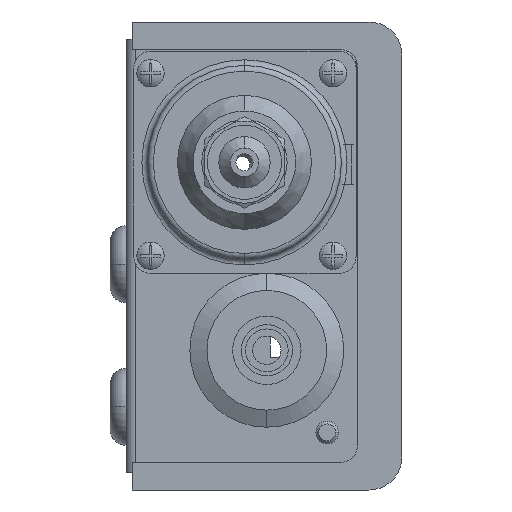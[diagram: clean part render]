
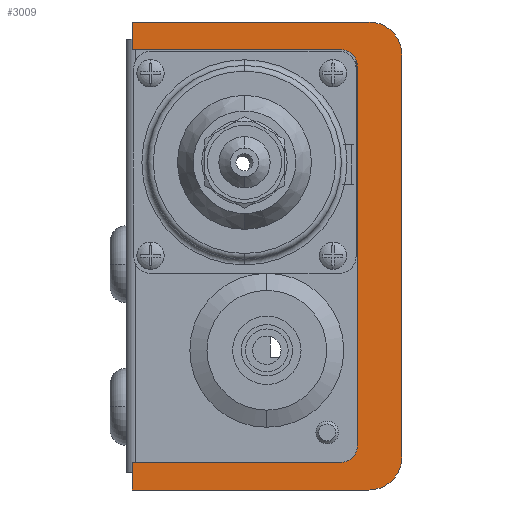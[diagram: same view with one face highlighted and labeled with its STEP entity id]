
A CAD part, front view. The second image highlights one B-rep face of the part: STEP entity #3009.
In plain terms, the highlighted planar face has unit normal (0, -1, 0).
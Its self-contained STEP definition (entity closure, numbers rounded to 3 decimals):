
#181 = CARTESIAN_POINT ( 'NONE',  ( -36.25, -30.25, 10. ) ) ;
#220 = ORIENTED_EDGE ( 'NONE', *, *, #14919, .F. ) ;
#412 = VERTEX_POINT ( 'NONE', #9091 ) ;
#438 = DIRECTION ( 'NONE',  ( 1., 0., 0. ) ) ;
#681 = CARTESIAN_POINT ( 'NONE',  ( -33.25, -30.25, 7. ) ) ;
#1142 = CARTESIAN_POINT ( 'NONE',  ( 35.25, -30.25, -0.8 ) ) ;
#1399 = CARTESIAN_POINT ( 'NONE',  ( -33.25, -30.25, 10. ) ) ;
#1878 = LINE ( 'NONE', #3558, #16862 ) ;
#1932 = VERTEX_POINT ( 'NONE', #16022 ) ;
#2297 = DIRECTION ( 'NONE',  ( 0., 0., 1. ) ) ;
#2351 = DIRECTION ( 'NONE',  ( 0., 1., 0. ) ) ;
#2507 = CARTESIAN_POINT ( 'NONE',  ( 33.25, -30.25, 10. ) ) ;
#2754 = DIRECTION ( 'NONE',  ( 0., 1., 0. ) ) ;
#3009 = ADVANCED_FACE ( 'NONE', ( #24262 ), #19716, .F. ) ;
#3183 = CARTESIAN_POINT ( 'NONE',  ( -35.25, -30.25, 5. ) ) ;
#3256 = DIRECTION ( 'NONE',  ( 0., 0., 1. ) ) ;
#3376 = VERTEX_POINT ( 'NONE', #10937 ) ;
#3558 = CARTESIAN_POINT ( 'NONE',  ( -40.25, -30.25, 46.5 ) ) ;
#3647 = DIRECTION ( 'NONE',  ( 1., 0., 0. ) ) ;
#3753 = ORIENTED_EDGE ( 'NONE', *, *, #4328, .F. ) ;
#4047 = LINE ( 'NONE', #24962, #19137 ) ;
#4196 = VERTEX_POINT ( 'NONE', #23158 ) ;
#4328 = EDGE_CURVE ( 'NONE', #20574, #19416, #16416, .T. ) ;
#4336 = DIRECTION ( 'NONE',  ( -1., 0., 0. ) ) ;
#4453 = DIRECTION ( 'NONE',  ( 0., 0., 1. ) ) ;
#4471 = CARTESIAN_POINT ( 'NONE',  ( -36.25, -30.25, 7. ) ) ;
#5015 = DIRECTION ( 'NONE',  ( 0., 0., -1. ) ) ;
#5387 = CARTESIAN_POINT ( 'NONE',  ( 36.25, -30.25, 7. ) ) ;
#5475 = EDGE_CURVE ( 'NONE', #16043, #4196, #9968, .T. ) ;
#5576 = CIRCLE ( 'NONE', #7726, 5.8 ) ;
#5983 = VERTEX_POINT ( 'NONE', #181 ) ;
#5996 = EDGE_CURVE ( 'NONE', #17263, #412, #14749, .T. ) ;
#6466 = ORIENTED_EDGE ( 'NONE', *, *, #5996, .F. ) ;
#6915 = ORIENTED_EDGE ( 'NONE', *, *, #13059, .F. ) ;
#7726 = AXIS2_PLACEMENT_3D ( 'NONE', #9411, #23810, #11453 ) ;
#7811 = AXIS2_PLACEMENT_3D ( 'NONE', #2507, #2351, #2297 ) ;
#7986 = ORIENTED_EDGE ( 'NONE', *, *, #9848, .T. ) ;
#8604 = VERTEX_POINT ( 'NONE', #14204 ) ;
#8646 = CIRCLE ( 'NONE', #14478, 5.8 ) ;
#9091 = CARTESIAN_POINT ( 'NONE',  ( 41.05, -30.25, 5. ) ) ;
#9411 = CARTESIAN_POINT ( 'NONE',  ( 35.25, -30.25, 5. ) ) ;
#9848 = EDGE_CURVE ( 'NONE', #10188, #5983, #18411, .T. ) ;
#9968 = LINE ( 'NONE', #12592, #10595 ) ;
#10021 = LINE ( 'NONE', #4471, #26413 ) ;
#10143 = EDGE_CURVE ( 'NONE', #15691, #10188, #10021, .T. ) ;
#10188 = VERTEX_POINT ( 'NONE', #681 ) ;
#10380 = CARTESIAN_POINT ( 'NONE',  ( -41.05, -30.25, 46.5 ) ) ;
#10595 = VECTOR ( 'NONE', #21782, 1000. ) ;
#10928 = AXIS2_PLACEMENT_3D ( 'NONE', #18321, #19983, #19806 ) ;
#10937 = CARTESIAN_POINT ( 'NONE',  ( 36.25, -30.25, 10. ) ) ;
#10992 = VECTOR ( 'NONE', #438, 1000. ) ;
#10994 = AXIS2_PLACEMENT_3D ( 'NONE', #1399, #25207, #14070 ) ;
#11453 = DIRECTION ( 'NONE',  ( 0., 0., 1. ) ) ;
#12077 = VECTOR ( 'NONE', #5015, 1000. ) ;
#12545 = ORIENTED_EDGE ( 'NONE', *, *, #15481, .T. ) ;
#12592 = CARTESIAN_POINT ( 'NONE',  ( 0., -30.25, -0.8 ) ) ;
#13059 = EDGE_CURVE ( 'NONE', #4196, #1932, #8646, .T. ) ;
#14070 = DIRECTION ( 'NONE',  ( 0., 0., 1. ) ) ;
#14115 = VECTOR ( 'NONE', #17657, 1000. ) ;
#14177 = EDGE_CURVE ( 'NONE', #3376, #15691, #24973, .T. ) ;
#14204 = CARTESIAN_POINT ( 'NONE',  ( 36.25, -30.25, 46.5 ) ) ;
#14478 = AXIS2_PLACEMENT_3D ( 'NONE', #3183, #2754, #3256 ) ;
#14749 = LINE ( 'NONE', #19442, #14115 ) ;
#14919 = EDGE_CURVE ( 'NONE', #8604, #17263, #1878, .T. ) ;
#14948 = VECTOR ( 'NONE', #4453, 1000. ) ;
#15481 = EDGE_CURVE ( 'NONE', #8604, #3376, #23043, .T. ) ;
#15691 = VERTEX_POINT ( 'NONE', #25908 ) ;
#16022 = CARTESIAN_POINT ( 'NONE',  ( -41.05, -30.25, 5. ) ) ;
#16043 = VERTEX_POINT ( 'NONE', #1142 ) ;
#16416 = LINE ( 'NONE', #25374, #10992 ) ;
#16862 = VECTOR ( 'NONE', #3647, 1000. ) ;
#16896 = ORIENTED_EDGE ( 'NONE', *, *, #10143, .T. ) ;
#17263 = VERTEX_POINT ( 'NONE', #25759 ) ;
#17564 = ORIENTED_EDGE ( 'NONE', *, *, #24204, .T. ) ;
#17657 = DIRECTION ( 'NONE',  ( 0., 0., -1. ) ) ;
#18243 = EDGE_LOOP ( 'NONE', ( #3753, #19591, #6915, #25014, #21019, #6466, #220, #12545, #21989, #16896, #7986, #17564 ) ) ;
#18321 = CARTESIAN_POINT ( 'NONE',  ( -40.25, -30.25, 46.5 ) ) ;
#18411 = CIRCLE ( 'NONE', #10994, 3. ) ;
#18844 = DIRECTION ( 'NONE',  ( 0., 0., 1. ) ) ;
#19137 = VECTOR ( 'NONE', #18844, 1000. ) ;
#19144 = EDGE_CURVE ( 'NONE', #412, #16043, #5576, .T. ) ;
#19416 = VERTEX_POINT ( 'NONE', #24750 ) ;
#19442 = CARTESIAN_POINT ( 'NONE',  ( 41.05, -30.25, 0. ) ) ;
#19591 = ORIENTED_EDGE ( 'NONE', *, *, #24880, .F. ) ;
#19716 = PLANE ( 'NONE',  #10928 ) ;
#19806 = DIRECTION ( 'NONE',  ( 0., 0., 1. ) ) ;
#19983 = DIRECTION ( 'NONE',  ( 0., 1., 0. ) ) ;
#20574 = VERTEX_POINT ( 'NONE', #10380 ) ;
#21019 = ORIENTED_EDGE ( 'NONE', *, *, #19144, .F. ) ;
#21782 = DIRECTION ( 'NONE',  ( -1., 0., 0. ) ) ;
#21989 = ORIENTED_EDGE ( 'NONE', *, *, #14177, .T. ) ;
#22910 = CARTESIAN_POINT ( 'NONE',  ( -36.25, -30.25, 46.5 ) ) ;
#23043 = LINE ( 'NONE', #5387, #12077 ) ;
#23158 = CARTESIAN_POINT ( 'NONE',  ( -35.25, -30.25, -0.8 ) ) ;
#23810 = DIRECTION ( 'NONE',  ( 0., 1., 0. ) ) ;
#24204 = EDGE_CURVE ( 'NONE', #5983, #19416, #25903, .T. ) ;
#24262 = FACE_OUTER_BOUND ( 'NONE', #18243, .T. ) ;
#24750 = CARTESIAN_POINT ( 'NONE',  ( -36.25, -30.25, 46.5 ) ) ;
#24880 = EDGE_CURVE ( 'NONE', #1932, #20574, #4047, .T. ) ;
#24962 = CARTESIAN_POINT ( 'NONE',  ( -41.05, -30.25, 0. ) ) ;
#24973 = CIRCLE ( 'NONE', #7811, 3. ) ;
#25014 = ORIENTED_EDGE ( 'NONE', *, *, #5475, .F. ) ;
#25207 = DIRECTION ( 'NONE',  ( 0., 1., 0. ) ) ;
#25374 = CARTESIAN_POINT ( 'NONE',  ( -40.25, -30.25, 46.5 ) ) ;
#25759 = CARTESIAN_POINT ( 'NONE',  ( 41.05, -30.25, 46.5 ) ) ;
#25903 = LINE ( 'NONE', #22910, #14948 ) ;
#25908 = CARTESIAN_POINT ( 'NONE',  ( 33.25, -30.25, 7. ) ) ;
#26413 = VECTOR ( 'NONE', #4336, 1000. ) ;
